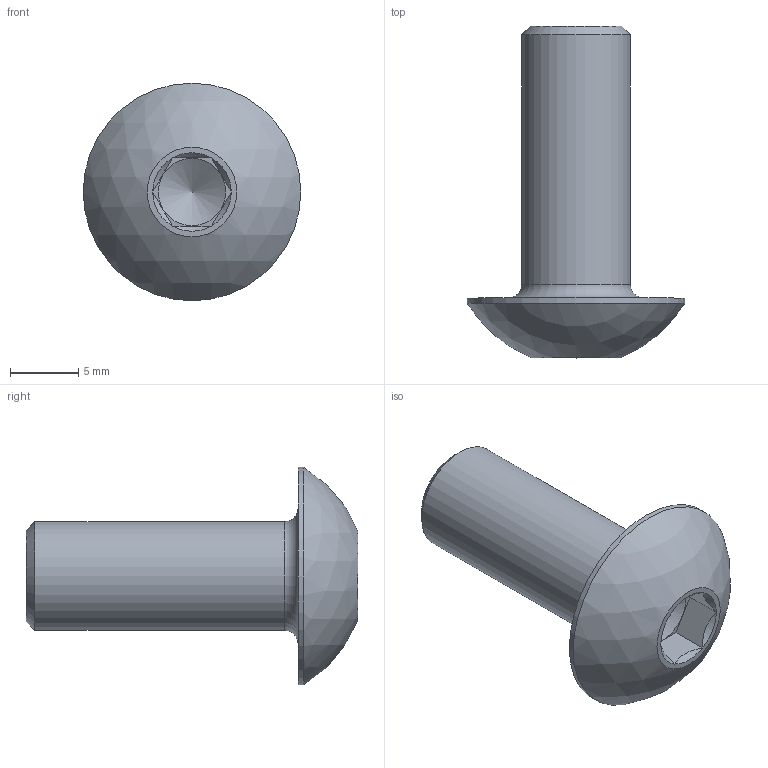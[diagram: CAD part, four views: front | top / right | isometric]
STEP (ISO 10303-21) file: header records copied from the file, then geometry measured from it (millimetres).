
FILE_DESCRIPTION (( 'STEP AP203' ), '1' );
FILE_NAME ('58347-240-20.STEP', '2022-05-17T14:29:39', ( '' ), ( '' ), 'SwSTEP 2.0', 'SolidWorks 2018', '' );
FILE_SCHEMA (( 'CONFIG_CONTROL_DESIGN' ));
Length unit declared in the file: millimetre
Products named in the file (1): 58347-240-20
Bounding box: 16 x 24.4 x 16 mm (x, y, z)
Volume: 1520.1 mm3; surface area: 1022.7 mm2
Topology: 1 solids, 1 shells, 283 faces, 734 edges, 485 vertices
Faces by surface type: plane 154, bspline 117, cone 8, cylinder 2, sphere 1, torus 1
Full cylindrical faces by diameter (mm): 8 x1, 16 x1
Entity records: 15121 total; most frequent: CARTESIAN_POINT 8947, ORIENTED_EDGE 1456, DIRECTION 836, EDGE_CURVE 728, VERTEX_POINT 484, LINE 474, VECTOR 474, EDGE_LOOP 320
